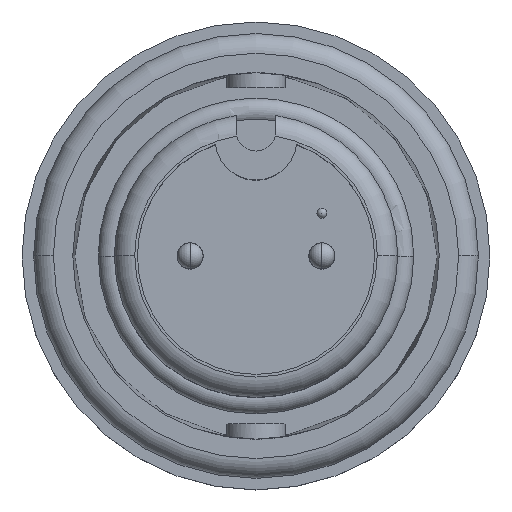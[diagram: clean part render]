
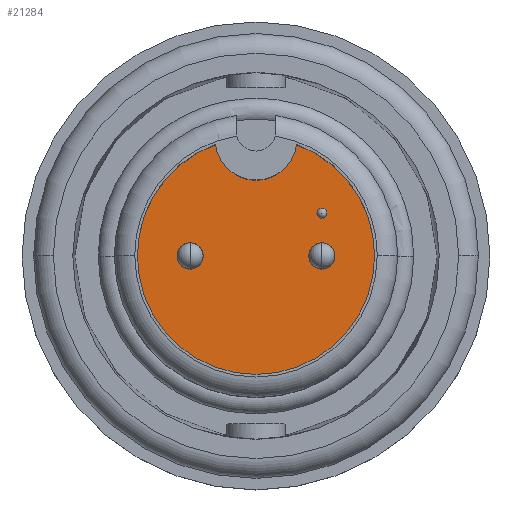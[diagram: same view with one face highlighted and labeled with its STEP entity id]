
A CAD part, top view. The second image highlights one B-rep face of the part: STEP entity #21284.
In plain terms, the highlighted planar face has unit normal (0, 0, 1).
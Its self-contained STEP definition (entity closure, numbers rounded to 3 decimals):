
#224 = CARTESIAN_POINT ( 'NONE',  ( 2.349, 1.651, 0.94 ) ) ;
#373 = EDGE_CURVE ( 'NONE', #16970, #3444, #17663, .T. ) ;
#659 = EDGE_CURVE ( 'NONE', #14501, #12332, #10737, .T. ) ;
#757 = DIRECTION ( 'NONE',  ( 1., 0., 0. ) ) ;
#1133 = EDGE_LOOP ( 'NONE', ( #13805, #5902 ) ) ;
#1265 = FACE_BOUND ( 'NONE', #14206, .T. ) ;
#1362 = CARTESIAN_POINT ( 'NONE',  ( 2.54, 1.651, 0.94 ) ) ;
#1480 = VERTEX_POINT ( 'NONE', #15547 ) ;
#1489 = CIRCLE ( 'NONE', #23041, 1.575 ) ;
#1901 = CARTESIAN_POINT ( 'NONE',  ( -3.041, 0., 0.94 ) ) ;
#2081 = ORIENTED_EDGE ( 'NONE', *, *, #19297, .T. ) ;
#2398 = AXIS2_PLACEMENT_3D ( 'NONE', #8656, #6866, #9243 ) ;
#3364 = ORIENTED_EDGE ( 'NONE', *, *, #22802, .F. ) ;
#3444 = VERTEX_POINT ( 'NONE', #6624 ) ;
#4228 = DIRECTION ( 'NONE',  ( 1., 0., 0. ) ) ;
#4410 = CARTESIAN_POINT ( 'NONE',  ( 0., 4.496, 0.94 ) ) ;
#4587 = AXIS2_PLACEMENT_3D ( 'NONE', #1362, #4992, #6692 ) ;
#4992 = DIRECTION ( 'NONE',  ( 0., 0., 1. ) ) ;
#5565 = VERTEX_POINT ( 'NONE', #16081 ) ;
#5672 = CARTESIAN_POINT ( 'NONE',  ( -4.572, 0., 0.94 ) ) ;
#5902 = ORIENTED_EDGE ( 'NONE', *, *, #23542, .F. ) ;
#5994 = DIRECTION ( 'NONE',  ( -1., 0., 0. ) ) ;
#6406 = VERTEX_POINT ( 'NONE', #11269 ) ;
#6462 = FACE_BOUND ( 'NONE', #17338, .T. ) ;
#6624 = CARTESIAN_POINT ( 'NONE',  ( 4.572, 0., 0.94 ) ) ;
#6692 = DIRECTION ( 'NONE',  ( -1., 0., 0. ) ) ;
#6866 = DIRECTION ( 'NONE',  ( 0., 0., 1. ) ) ;
#6980 = DIRECTION ( 'NONE',  ( 1., 0., 0. ) ) ;
#7333 = CIRCLE ( 'NONE', #11572, 0.191 ) ;
#8379 = PLANE ( 'NONE',  #13709 ) ;
#8439 = AXIS2_PLACEMENT_3D ( 'NONE', #15893, #12267, #6980 ) ;
#8656 = CARTESIAN_POINT ( 'NONE',  ( 2.54, 0., 0.94 ) ) ;
#8691 = VERTEX_POINT ( 'NONE', #13001 ) ;
#8757 = CIRCLE ( 'NONE', #17597, 0.501 ) ;
#9028 = DIRECTION ( 'NONE',  ( 1., 0., 0. ) ) ;
#9243 = DIRECTION ( 'NONE',  ( 1., 0., 0. ) ) ;
#9386 = CARTESIAN_POINT ( 'NONE',  ( 2.731, 1.651, 0.94 ) ) ;
#9490 = AXIS2_PLACEMENT_3D ( 'NONE', #17497, #11844, #757 ) ;
#9546 = DIRECTION ( 'NONE',  ( 0., 0., 1. ) ) ;
#9670 = ORIENTED_EDGE ( 'NONE', *, *, #373, .T. ) ;
#9699 = CIRCLE ( 'NONE', #2398, 0.501 ) ;
#10226 = CARTESIAN_POINT ( 'NONE',  ( 1.562, 4.297, 0.94 ) ) ;
#10286 = EDGE_CURVE ( 'NONE', #14497, #8691, #8757, .T. ) ;
#10461 = CIRCLE ( 'NONE', #21229, 0.501 ) ;
#10737 = CIRCLE ( 'NONE', #4587, 0.191 ) ;
#10837 = DIRECTION ( 'NONE',  ( 0., 0., 1. ) ) ;
#11055 = AXIS2_PLACEMENT_3D ( 'NONE', #22772, #11688, #4228 ) ;
#11078 = EDGE_CURVE ( 'NONE', #6406, #5565, #10461, .T. ) ;
#11161 = CIRCLE ( 'NONE', #15025, 0.501 ) ;
#11269 = CARTESIAN_POINT ( 'NONE',  ( 2.039, 0., 0.94 ) ) ;
#11572 = AXIS2_PLACEMENT_3D ( 'NONE', #21980, #13050, #12926 ) ;
#11688 = DIRECTION ( 'NONE',  ( 0., 0., 1. ) ) ;
#11844 = DIRECTION ( 'NONE',  ( 0., 0., 1. ) ) ;
#11941 = ORIENTED_EDGE ( 'NONE', *, *, #11078, .F. ) ;
#12267 = DIRECTION ( 'NONE',  ( 0., 0., 1. ) ) ;
#12332 = VERTEX_POINT ( 'NONE', #9386 ) ;
#12346 = DIRECTION ( 'NONE',  ( 0., 0., -1. ) ) ;
#12926 = DIRECTION ( 'NONE',  ( -1., 0., 0. ) ) ;
#13001 = CARTESIAN_POINT ( 'NONE',  ( -2.039, 0., 0.94 ) ) ;
#13050 = DIRECTION ( 'NONE',  ( 0., 0., 1. ) ) ;
#13173 = CARTESIAN_POINT ( 'NONE',  ( -2.54, 0., 0.94 ) ) ;
#13681 = FACE_BOUND ( 'NONE', #1133, .T. ) ;
#13709 = AXIS2_PLACEMENT_3D ( 'NONE', #13930, #12346, #19680 ) ;
#13805 = ORIENTED_EDGE ( 'NONE', *, *, #659, .F. ) ;
#13930 = CARTESIAN_POINT ( 'NONE',  ( 0., 0., 0.94 ) ) ;
#14206 = EDGE_LOOP ( 'NONE', ( #17467, #3364 ) ) ;
#14497 = VERTEX_POINT ( 'NONE', #1901 ) ;
#14501 = VERTEX_POINT ( 'NONE', #224 ) ;
#14903 = DIRECTION ( 'NONE',  ( 0., 0., 1. ) ) ;
#14982 = DIRECTION ( 'NONE',  ( 1., 0., 0. ) ) ;
#15025 = AXIS2_PLACEMENT_3D ( 'NONE', #13173, #9546, #14982 ) ;
#15547 = CARTESIAN_POINT ( 'NONE',  ( -1.562, 4.297, 0.94 ) ) ;
#15893 = CARTESIAN_POINT ( 'NONE',  ( 0., 0., 0.94 ) ) ;
#16081 = CARTESIAN_POINT ( 'NONE',  ( 3.041, 0., 0.94 ) ) ;
#16947 = DIRECTION ( 'NONE',  ( 1., 0., 0. ) ) ;
#16970 = VERTEX_POINT ( 'NONE', #5672 ) ;
#17162 = DIRECTION ( 'NONE',  ( 0., 0., 1. ) ) ;
#17173 = CARTESIAN_POINT ( 'NONE',  ( -2.54, 0., 0.94 ) ) ;
#17206 = EDGE_CURVE ( 'NONE', #5565, #6406, #9699, .T. ) ;
#17338 = EDGE_LOOP ( 'NONE', ( #11941, #22102 ) ) ;
#17467 = ORIENTED_EDGE ( 'NONE', *, *, #10286, .F. ) ;
#17497 = CARTESIAN_POINT ( 'NONE',  ( 0., 0., 0.94 ) ) ;
#17597 = AXIS2_PLACEMENT_3D ( 'NONE', #17173, #14903, #16947 ) ;
#17663 = CIRCLE ( 'NONE', #8439, 4.572 ) ;
#17765 = FACE_OUTER_BOUND ( 'NONE', #22648, .T. ) ;
#17960 = ORIENTED_EDGE ( 'NONE', *, *, #18433, .T. ) ;
#18433 = EDGE_CURVE ( 'NONE', #3444, #20379, #22586, .T. ) ;
#19297 = EDGE_CURVE ( 'NONE', #1480, #16970, #21442, .T. ) ;
#19680 = DIRECTION ( 'NONE',  ( -1., 0., 0. ) ) ;
#20379 = VERTEX_POINT ( 'NONE', #10226 ) ;
#21177 = EDGE_CURVE ( 'NONE', #1480, #20379, #1489, .T. ) ;
#21229 = AXIS2_PLACEMENT_3D ( 'NONE', #23355, #10837, #9028 ) ;
#21284 = ADVANCED_FACE ( 'NONE', ( #17765, #13681, #6462, #1265 ), #8379, .F. ) ;
#21442 = CIRCLE ( 'NONE', #11055, 4.572 ) ;
#21980 = CARTESIAN_POINT ( 'NONE',  ( 2.54, 1.651, 0.94 ) ) ;
#22102 = ORIENTED_EDGE ( 'NONE', *, *, #17206, .F. ) ;
#22338 = ORIENTED_EDGE ( 'NONE', *, *, #21177, .F. ) ;
#22586 = CIRCLE ( 'NONE', #9490, 4.572 ) ;
#22648 = EDGE_LOOP ( 'NONE', ( #2081, #9670, #17960, #22338 ) ) ;
#22772 = CARTESIAN_POINT ( 'NONE',  ( 0., 0., 0.94 ) ) ;
#22802 = EDGE_CURVE ( 'NONE', #8691, #14497, #11161, .T. ) ;
#23041 = AXIS2_PLACEMENT_3D ( 'NONE', #4410, #17162, #5994 ) ;
#23355 = CARTESIAN_POINT ( 'NONE',  ( 2.54, 0., 0.94 ) ) ;
#23542 = EDGE_CURVE ( 'NONE', #12332, #14501, #7333, .T. ) ;
